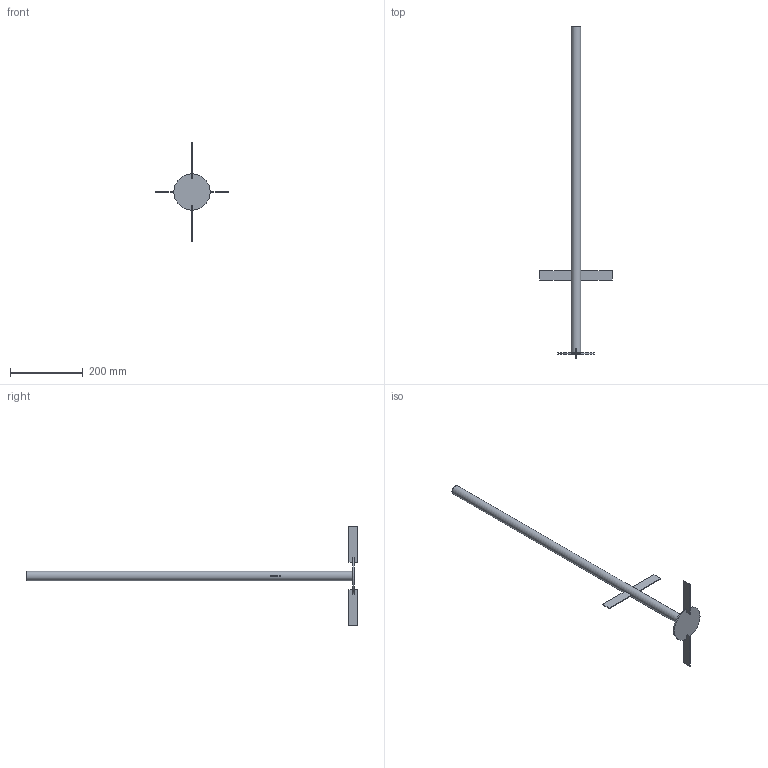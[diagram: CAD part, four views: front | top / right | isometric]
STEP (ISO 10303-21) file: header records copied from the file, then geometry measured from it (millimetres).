
FILE_DESCRIPTION(/* description */ (''),/* implementation_level */ '2;1');
FILE_NAME(/* name */ 'Mixer_1.stp',/* time_stamp */ '2024-10-31T20:02:33-05:00',/* author */ ('raule'),/* organization */ (''),/* preprocessor_version */ 'ST-DEVELOPER v19.2',/* originating_system */ 'Autodesk Inventor 2024',/* authorisation */ '');
FILE_SCHEMA (('AUTOMOTIVE_DESIGN { 1 0 10303 214 3 1 1 }'));
Length unit declared in the file: millimetre
Products named in the file (1): Mixer_1
Bounding box: 200 x 914.7 x 275.4 mm (x, y, z)
Volume: 506285.6 mm3; surface area: 109388.9 mm2
Topology: 3 solids, 3 shells, 34 faces, 83 edges, 56 vertices
Faces by surface type: plane 31, cylinder 3
Full cylindrical faces by diameter (mm): 25.4 x1
Entity records: 1043 total; most frequent: CARTESIAN_POINT 177, ORIENTED_EDGE 168, DIRECTION 160, EDGE_CURVE 84, LINE 78, VECTOR 78, VERTEX_POINT 58, AXIS2_PLACEMENT_3D 41
